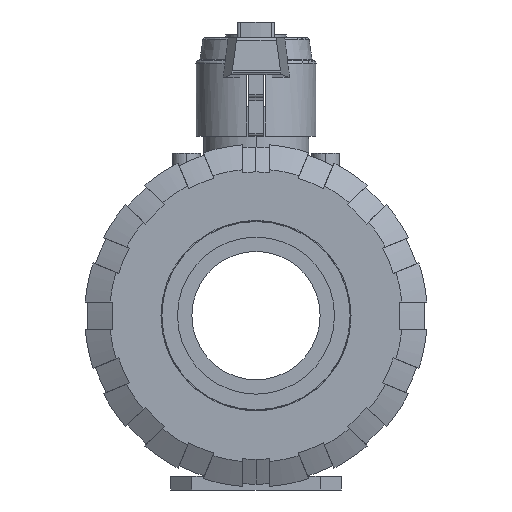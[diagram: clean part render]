
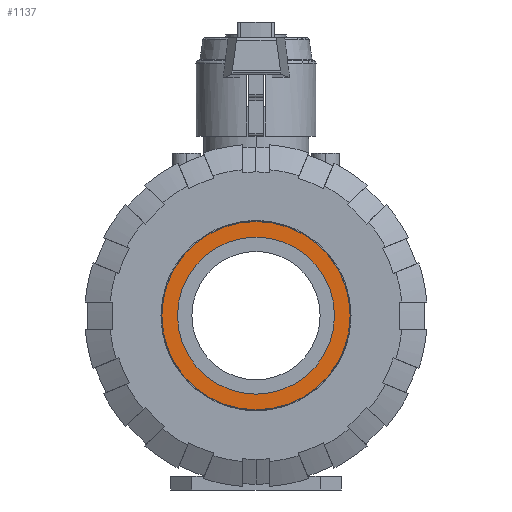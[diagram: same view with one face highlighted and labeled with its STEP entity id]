
A CAD part, left-side view. The second image highlights one B-rep face of the part: STEP entity #1137.
In plain terms, the highlighted planar face has unit normal (-1, 0, 0).
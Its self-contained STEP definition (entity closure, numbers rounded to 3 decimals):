
#1137=ADVANCED_FACE('',(#2576,#2577),#2578,.T.);
#2576=FACE_OUTER_BOUND('',#4381,.T.);
#2577=FACE_BOUND('',#4382,.T.);
#2578=PLANE('',#4383);
#4381=EDGE_LOOP('',(#7441,#7442));
#4382=EDGE_LOOP('',(#7443,#7444));
#4383=AXIS2_PLACEMENT_3D('',#7445,#7446,#7447);
#7441=ORIENTED_EDGE('',*,*,#12038,.T.);
#7442=ORIENTED_EDGE('',*,*,#12039,.T.);
#7443=ORIENTED_EDGE('',*,*,#12040,.F.);
#7444=ORIENTED_EDGE('',*,*,#12041,.F.);
#7445=CARTESIAN_POINT('',(-142.0,0.0,100.0));
#7446=DIRECTION('',(-1.0,0.0,0.0));
#7447=DIRECTION('',(0.0,1.0,0.0));
#12038=EDGE_CURVE('',#14672,#14673,#14674,.T.);
#12039=EDGE_CURVE('',#14673,#14672,#14675,.T.);
#12040=EDGE_CURVE('',#14676,#14677,#14678,.T.);
#12041=EDGE_CURVE('',#14677,#14676,#14679,.T.);
#14672=VERTEX_POINT('',#18905);
#14673=VERTEX_POINT('',#18906);
#14674=CIRCLE('',#18907,54.0);
#14675=CIRCLE('',#18908,54.0);
#14676=VERTEX_POINT('',#18909);
#14677=VERTEX_POINT('',#18910);
#14678=CIRCLE('',#18911,45.0);
#14679=CIRCLE('',#18912,45.0);
#18905=CARTESIAN_POINT('',(-142.0,54.0,100.0));
#18906=CARTESIAN_POINT('',(-142.0,-54.0,100.0));
#18907=AXIS2_PLACEMENT_3D('',#24242,#24243,#24244);
#18908=AXIS2_PLACEMENT_3D('',#24245,#24246,#24247);
#18909=CARTESIAN_POINT('',(-142.0,-45.0,100.0));
#18910=CARTESIAN_POINT('',(-142.0,45.0,100.0));
#18911=AXIS2_PLACEMENT_3D('',#24248,#24249,#24250);
#18912=AXIS2_PLACEMENT_3D('',#24251,#24252,#24253);
#24242=CARTESIAN_POINT('',(-142.0,0.0,100.0));
#24243=DIRECTION('',(-1.0,0.0,0.0));
#24244=DIRECTION('',(0.0,1.0,0.));
#24245=CARTESIAN_POINT('',(-142.0,0.0,100.0));
#24246=DIRECTION('',(-1.0,0.0,0.0));
#24247=DIRECTION('',(0.0,-1.0,0.));
#24248=CARTESIAN_POINT('',(-142.0,0.,100.0));
#24249=DIRECTION('',(-1.0,0.0,0.0));
#24250=DIRECTION('',(0.0,1.0,0.0));
#24251=CARTESIAN_POINT('',(-142.0,0.,100.0));
#24252=DIRECTION('',(-1.0,0.0,0.0));
#24253=DIRECTION('',(0.0,1.0,0.0));
